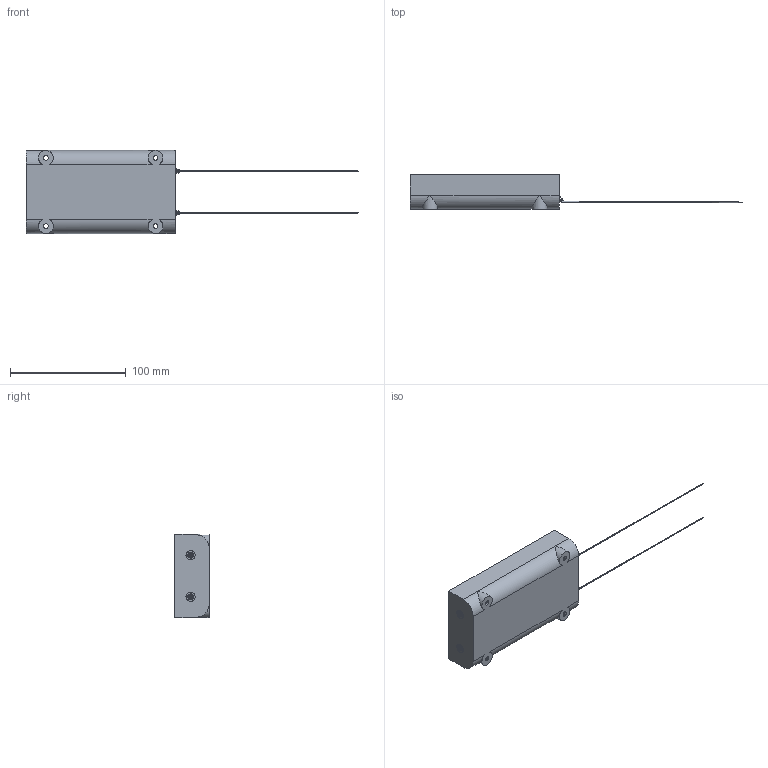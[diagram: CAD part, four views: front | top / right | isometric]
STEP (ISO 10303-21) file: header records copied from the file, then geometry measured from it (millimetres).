
FILE_DESCRIPTION (( 'STEP AP214' ), '1' );
FILE_NAME ('BC24DW.STEP', '2019-11-24T07:15:46', ( '' ), ( '' ), 'SwSTEP 2.0', 'SolidWorks 2016', '' );
FILE_SCHEMA (( 'AUTOMOTIVE_DESIGN' ));
Length unit declared in the file: millimetre
Products named in the file (1): BC24DW
Bounding box: 286.74 x 29.6 x 71.7 mm (x, y, z)
Volume: 37017.1 mm3; surface area: 44730.2 mm2
Topology: 10 solids, 10 shells, 236 faces, 536 edges, 340 vertices
Faces by surface type: cylinder 112, plane 70, torus 50, bspline 4
Entity records: 10775 total; most frequent: CARTESIAN_POINT 5113, DIRECTION 1258, ORIENTED_EDGE 1072, EDGE_CURVE 536, AXIS2_PLACEMENT_3D 533, VERTEX_POINT 340, CIRCLE 300, EDGE_LOOP 290
